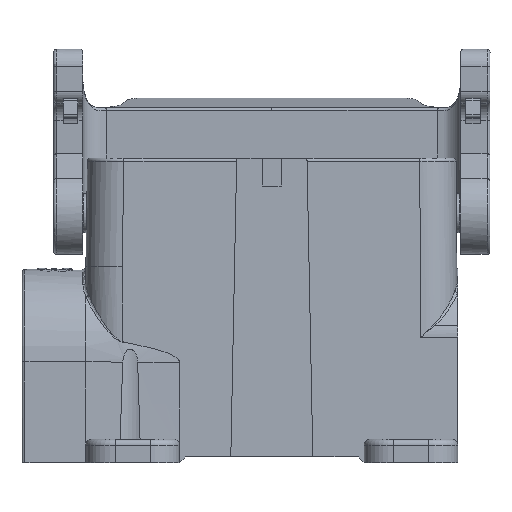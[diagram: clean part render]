
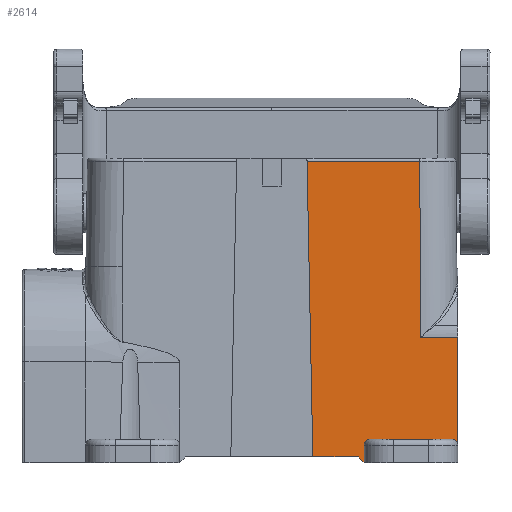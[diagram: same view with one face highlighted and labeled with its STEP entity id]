
A CAD part, front view. The second image highlights one B-rep face of the part: STEP entity #2614.
In plain terms, the highlighted planar face has unit normal (0, -1, 0.008).
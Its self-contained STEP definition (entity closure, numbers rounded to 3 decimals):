
#1900=FACE_OUTER_BOUND('',#3416,.T.);
#2614=ADVANCED_FACE('',(#1900),#3093,.T.);
#3093=PLANE('',#9938);
#3416=EDGE_LOOP('',(#4612,#4613,#4614,#4615,#4616,#4617,#4618,#4619,#4620,
#4621,#4622));
#4243=ELLIPSE('',#9936,1.,1.);
#4244=ELLIPSE('',#9937,1.,1.);
#4612=ORIENTED_EDGE('',*,*,#7463,.F.);
#4613=ORIENTED_EDGE('',*,*,#7694,.T.);
#4614=ORIENTED_EDGE('',*,*,#7695,.T.);
#4615=ORIENTED_EDGE('',*,*,#7696,.T.);
#4616=ORIENTED_EDGE('',*,*,#7697,.F.);
#4617=ORIENTED_EDGE('',*,*,#7698,.T.);
#4618=ORIENTED_EDGE('',*,*,#7699,.T.);
#4619=ORIENTED_EDGE('',*,*,#7582,.F.);
#4620=ORIENTED_EDGE('',*,*,#7700,.T.);
#4621=ORIENTED_EDGE('',*,*,#7701,.T.);
#4622=ORIENTED_EDGE('',*,*,#7702,.T.);
#6712=VERTEX_POINT('',#12662);
#6713=VERTEX_POINT('',#12664);
#6825=VERTEX_POINT('',#13250);
#6826=VERTEX_POINT('',#13252);
#6923=VERTEX_POINT('',#13622);
#6924=VERTEX_POINT('',#13624);
#6925=VERTEX_POINT('',#13626);
#6926=VERTEX_POINT('',#13628);
#6927=VERTEX_POINT('',#13630);
#6928=VERTEX_POINT('',#13633);
#6929=VERTEX_POINT('',#13635);
#7463=EDGE_CURVE('',#6712,#6713,#8620,.T.);
#7582=EDGE_CURVE('',#6825,#6826,#8678,.T.);
#7694=EDGE_CURVE('',#6712,#6923,#8739,.T.);
#7695=EDGE_CURVE('',#6923,#6924,#8740,.T.);
#7696=EDGE_CURVE('',#6924,#6925,#8741,.T.);
#7697=EDGE_CURVE('',#6926,#6925,#8742,.T.);
#7698=EDGE_CURVE('',#6926,#6927,#8743,.T.);
#7699=EDGE_CURVE('',#6927,#6826,#8744,.T.);
#7700=EDGE_CURVE('',#6825,#6928,#4243,.T.);
#7701=EDGE_CURVE('',#6928,#6929,#8745,.T.);
#7702=EDGE_CURVE('',#6929,#6713,#4244,.T.);
#8620=LINE('',#12663,#9113);
#8678=LINE('',#13251,#9171);
#8739=LINE('',#13621,#9232);
#8740=LINE('',#13623,#9233);
#8741=LINE('',#13625,#9234);
#8742=LINE('',#13627,#9235);
#8743=LINE('',#13629,#9236);
#8744=LINE('',#13631,#9237);
#8745=LINE('',#13634,#9238);
#9113=VECTOR('',#10642,1.);
#9171=VECTOR('',#10744,1.);
#9232=VECTOR('',#10897,1.);
#9233=VECTOR('',#10898,1.);
#9234=VECTOR('',#10899,1.);
#9235=VECTOR('',#10900,1.);
#9236=VECTOR('',#10901,1.);
#9237=VECTOR('',#10902,1.);
#9238=VECTOR('',#10905,1.);
#9936=AXIS2_PLACEMENT_3D('',#13632,#10903,#10904);
#9937=AXIS2_PLACEMENT_3D('',#13636,#10906,#10907);
#9938=AXIS2_PLACEMENT_3D('',#13637,#10908,#10909);
#10642=DIRECTION('',(0.,-0.008,-1.));
#10744=DIRECTION('',(0.,-0.008,-1.));
#10897=DIRECTION('',(-1.,0.,0.));
#10898=DIRECTION('',(-0.006,0.008,1.));
#10899=DIRECTION('',(-1.,0.,0.));
#10900=DIRECTION('',(-0.02,0.008,1.));
#10901=DIRECTION('',(1.,0.,0.));
#10902=DIRECTION('',(0.707,-0.005,-0.707));
#10903=DIRECTION('',(0.,1.,-0.008));
#10904=DIRECTION('',(0.,0.008,1.));
#10905=DIRECTION('',(1.,0.,0.));
#10906=DIRECTION('',(0.,1.,-0.008));
#10907=DIRECTION('',(0.,0.008,1.));
#10908=DIRECTION('',(0.,-1.,0.008));
#10909=DIRECTION('',(0.,-0.008,-1.));
#12662=CARTESIAN_POINT('',(31.75,-15.31,-21.41));
#12663=CARTESIAN_POINT('',(31.75,-15.303,-20.484));
#12664=CARTESIAN_POINT('',(31.75,-15.452,-39.85));
#13250=CARTESIAN_POINT('',(15.75,-15.452,-39.85));
#13251=CARTESIAN_POINT('',(15.75,-15.475,-42.85));
#13252=CARTESIAN_POINT('',(15.75,-15.475,-42.85));
#13621=CARTESIAN_POINT('',(32.,-15.31,-21.41));
#13622=CARTESIAN_POINT('',(25.426,-15.31,-21.41));
#13623=CARTESIAN_POINT('',(25.25,-15.075,9.114));
#13624=CARTESIAN_POINT('',(25.253,-15.079,8.654));
#13625=CARTESIAN_POINT('',(6.,-15.079,8.654));
#13626=CARTESIAN_POINT('',(6.01,-15.079,8.654));
#13627=CARTESIAN_POINT('',(7.029,-15.479,-43.34));
#13628=CARTESIAN_POINT('',(7.,-15.467,-41.85));
#13629=CARTESIAN_POINT('',(32.,-15.467,-41.85));
#13630=CARTESIAN_POINT('',(14.75,-15.467,-41.85));
#13631=CARTESIAN_POINT('',(14.648,-15.467,-41.748));
#13632=CARTESIAN_POINT('',(16.75,-15.452,-39.85));
#13633=CARTESIAN_POINT('',(16.223,-15.445,-39.));
#13634=CARTESIAN_POINT('',(32.,-15.445,-39.));
#13635=CARTESIAN_POINT('',(31.277,-15.445,-39.));
#13636=CARTESIAN_POINT('',(30.75,-15.452,-39.85));
#13637=CARTESIAN_POINT('',(32.,-15.475,-42.85));
